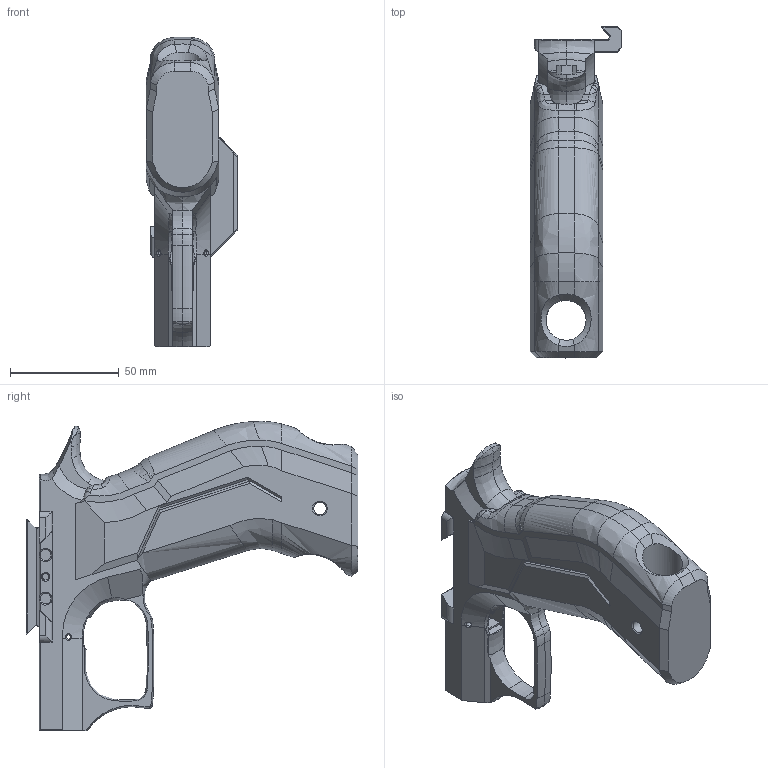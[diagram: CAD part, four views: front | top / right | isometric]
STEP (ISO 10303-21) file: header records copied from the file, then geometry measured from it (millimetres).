
FILE_DESCRIPTION(/* description */ ('Unknown'),/* implementation_level */ '2;1');
FILE_NAME(/* name */ 'filmDigitizer_135_filmCarrier_rokinon100mm_collar_jerichoGrip_buttStock_V2',/* time_stamp */ '2024-05-09T15:17:21-04:00',/* author */ ('Unknown'),/* organization */ ('Unknown'),/* preprocessor_version */ 'ST-DEVELOPER v18.1',/* originating_system */ 'Solid Edge',/* authorisation */ 'Unknown');
FILE_SCHEMA (('AUTOMOTIVE_DESIGN {1 0 10303 214 3 1 1}'));
Length unit declared in the file: millimetre
Products named in the file (2): filmDigitizer_135_filmCarrier_V2; filmDigitizer_135_filmCarrier_rokinon100mm_collar_jerichoGrip_buttSto
ck_V2
Assembly tree (1 placements, depth 2):
  filmDigitizer_135_filmCarrier_V2
    filmDigitizer_135_filmCarrier_rokinon100mm_collar_jerichoGrip_buttSto
ck_V2
Bounding box: 42.25 x 152.65 x 142.21 mm (x, y, z)
Volume: 262728.5 mm3; surface area: 42721.4 mm2
Topology: 1 solids, 2 shells, 377 faces, 1038 edges, 653 vertices
Faces by surface type: plane 209, bspline 122, cylinder 35, cone 11
Full cylindrical faces by diameter (mm): 2 x2, 3 x2, 5 x3, 5.842 x2, 18.415 x1
Entity records: 15729 total; most frequent: CARTESIAN_POINT 7191, ORIENTED_EDGE 1988, DIRECTION 1423, EDGE_CURVE 994, VERTEX_POINT 637, LINE 507, VECTOR 507, AXIS2_PLACEMENT_3D 458
